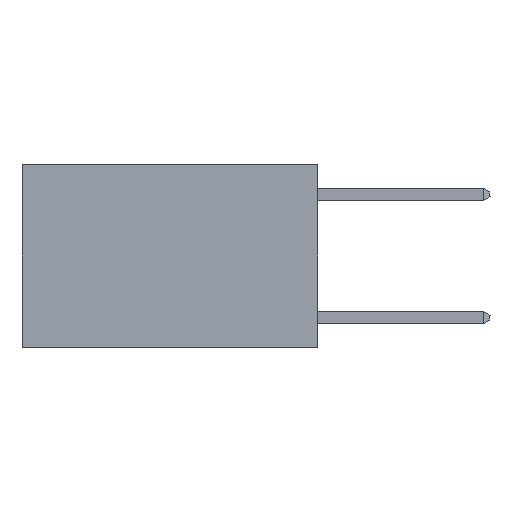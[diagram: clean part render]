
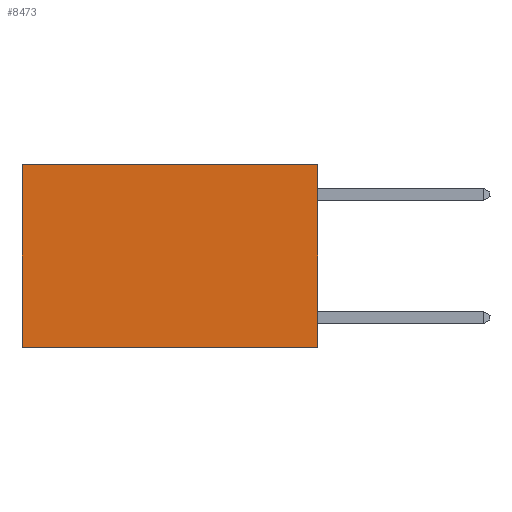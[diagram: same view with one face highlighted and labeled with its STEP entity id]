
A CAD part, left-side view. The second image highlights one B-rep face of the part: STEP entity #8473.
In plain terms, the highlighted planar face has unit normal (-1, 0, 0).
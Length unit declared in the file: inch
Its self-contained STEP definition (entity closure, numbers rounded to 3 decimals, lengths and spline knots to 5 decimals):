
#182 = DIRECTION ( 'NONE',  ( 0., 0., -1. ) ) ;
#622 = DIRECTION ( 'NONE',  ( 0., 0., -1. ) ) ;
#1284 = AXIS2_PLACEMENT_3D ( 'NONE', #7188, #4883, #182 ) ;
#1326 = CARTESIAN_POINT ( 'NONE',  ( 0.2625, 0., -0.37 ) ) ;
#1669 = LINE ( 'NONE', #4021, #9718 ) ;
#1846 = VECTOR ( 'NONE', #2748, 39.37008 ) ;
#2271 = FACE_OUTER_BOUND ( 'NONE', #6423, .T. ) ;
#2324 = LINE ( 'NONE', #5436, #8437 ) ;
#2673 = CARTESIAN_POINT ( 'NONE',  ( 0.2625, 0.6, -0.37 ) ) ;
#2748 = DIRECTION ( 'NONE',  ( 0., 1., 0. ) ) ;
#2891 = LINE ( 'NONE', #1326, #1846 ) ;
#3271 = CARTESIAN_POINT ( 'NONE',  ( 0.2625, 0., -0.37 ) ) ;
#3352 = EDGE_CURVE ( 'NONE', #6224, #9923, #2891, .T. ) ;
#4021 = CARTESIAN_POINT ( 'NONE',  ( 0.2625, 0.6, 0. ) ) ;
#4450 = CARTESIAN_POINT ( 'NONE',  ( 0.2625, 0., 0. ) ) ;
#4505 = LINE ( 'NONE', #4450, #5159 ) ;
#4883 = DIRECTION ( 'NONE',  ( 1., 0., 0. ) ) ;
#5078 = VERTEX_POINT ( 'NONE', #7823 ) ;
#5159 = VECTOR ( 'NONE', #622, 39.37008 ) ;
#5436 = CARTESIAN_POINT ( 'NONE',  ( 0.2625, 0., 0. ) ) ;
#5611 = EDGE_CURVE ( 'NONE', #5078, #6224, #4505, .T. ) ;
#5711 = ORIENTED_EDGE ( 'NONE', *, *, #3352, .F. ) ;
#6224 = VERTEX_POINT ( 'NONE', #3271 ) ;
#6423 = EDGE_LOOP ( 'NONE', ( #6569, #5711, #9271, #8225 ) ) ;
#6569 = ORIENTED_EDGE ( 'NONE', *, *, #6809, .T. ) ;
#6809 = EDGE_CURVE ( 'NONE', #7866, #9923, #1669, .T. ) ;
#7188 = CARTESIAN_POINT ( 'NONE',  ( 0.2625, 0., 0. ) ) ;
#7498 = CARTESIAN_POINT ( 'NONE',  ( 0.2625, 0.6, 0. ) ) ;
#7654 = DIRECTION ( 'NONE',  ( 0., 1., 0. ) ) ;
#7823 = CARTESIAN_POINT ( 'NONE',  ( 0.2625, 0., 0. ) ) ;
#7860 = DIRECTION ( 'NONE',  ( 0., 0., -1. ) ) ;
#7866 = VERTEX_POINT ( 'NONE', #7498 ) ;
#8225 = ORIENTED_EDGE ( 'NONE', *, *, #8754, .T. ) ;
#8437 = VECTOR ( 'NONE', #7654, 39.37008 ) ;
#8473 = ADVANCED_FACE ( 'NONE', ( #2271 ), #8476, .F. ) ;
#8476 = PLANE ( 'NONE',  #1284 ) ;
#8754 = EDGE_CURVE ( 'NONE', #5078, #7866, #2324, .T. ) ;
#9271 = ORIENTED_EDGE ( 'NONE', *, *, #5611, .F. ) ;
#9718 = VECTOR ( 'NONE', #7860, 39.37008 ) ;
#9923 = VERTEX_POINT ( 'NONE', #2673 ) ;
